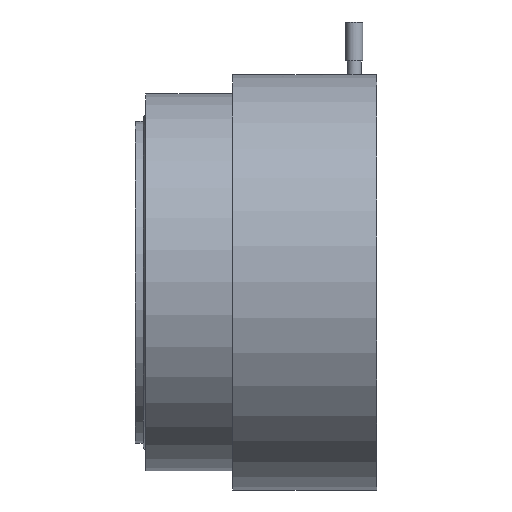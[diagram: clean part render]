
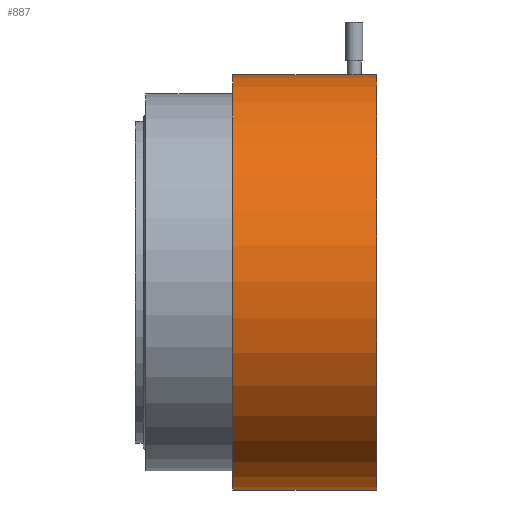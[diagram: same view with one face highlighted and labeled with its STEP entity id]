
A CAD part, front view. The second image highlights one B-rep face of the part: STEP entity #887.
In plain terms, the highlighted cylindrical face has radius 135.255 mm (diameter 270.51 mm), a partial arc.
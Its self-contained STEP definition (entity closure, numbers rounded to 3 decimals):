
#702=CARTESIAN_POINT('POINT162',(147.018,0.,
   135.255));
#703=VERTEX_POINT('VERTEX162',#702);
#711=CARTESIAN_POINT('POINT163',(137.97,0.,
   135.255));
#712=VERTEX_POINT('VERTEX163',#711);
#719=CARTESIAN_POINT('POINT164',(142.494,-4.524,
   135.179));
#720=VERTEX_POINT('VERTEX164',#719);
#721=B_SPLINE_CURVE_WITH_KNOTS('SPLINE_CRV4',3,(#722,#723,#724,#725,#726
   ,#727,#728,#729,#730,#731),.UNSPECIFIED.,.F.,.F.,(4,2,2,2,4),(
   0.,0.067,0.134,
   0.201,0.268),.UNSPECIFIED.);
#722=CARTESIAN_POINT('',(142.494,-4.524,
   135.179));
#723=CARTESIAN_POINT('',(141.926,-4.524,
   135.179));
#724=CARTESIAN_POINT('',(141.32,-4.411,
   135.183));
#725=CARTESIAN_POINT('',(140.205,-3.949,
   135.198));
#726=CARTESIAN_POINT('',(139.696,-3.601,
   135.208));
#727=CARTESIAN_POINT('',(138.893,-2.798,
   135.227));
#728=CARTESIAN_POINT('',(138.545,-2.289,
   135.237));
#729=CARTESIAN_POINT('',(138.083,-1.174,
   135.251));
#730=CARTESIAN_POINT('',(137.97,-0.568,
   135.255));
#731=CARTESIAN_POINT('',(137.97,0.,
   135.255));
#732=EDGE_CURVE('EDGE273',#720,#712,#721,.T.);
#734=B_SPLINE_CURVE_WITH_KNOTS('SPLINE_CRV5',3,(#735,#736,#737,#738,#739
   ,#740,#741,#742,#743,#744),.UNSPECIFIED.,.F.,.F.,(4,2,2,2,4),(
   0.805,0.872,0.939,
   1.007,1.074),.UNSPECIFIED.);
#735=CARTESIAN_POINT('',(147.018,0.,
   135.255));
#736=CARTESIAN_POINT('',(147.018,-0.568,
   135.255));
#737=CARTESIAN_POINT('',(146.905,-1.174,
   135.251));
#738=CARTESIAN_POINT('',(146.443,-2.289,
   135.237));
#739=CARTESIAN_POINT('',(146.095,-2.798,
   135.227));
#740=CARTESIAN_POINT('',(145.292,-3.601,
   135.208));
#741=CARTESIAN_POINT('',(144.783,-3.949,
   135.198));
#742=CARTESIAN_POINT('',(143.668,-4.411,
   135.183));
#743=CARTESIAN_POINT('',(143.062,-4.524,
   135.179));
#744=CARTESIAN_POINT('',(142.494,-4.524,
   135.179));
#745=EDGE_CURVE('EDGE274',#703,#720,#734,.T.);
#802=CARTESIAN_POINT('POINT165',(156.972,0.,
   135.255));
#803=VERTEX_POINT('VERTEX165',#802);
#804=CARTESIAN_POINT('POINT166',(156.972,0.,
   -135.255));
#805=VERTEX_POINT('VERTEX166',#804);
#806=CARTESIAN_POINT('POS271',(156.972,0.,0.));
#807=DIRECTION('DIR430',(-1.,0.,0.));
#808=DIRECTION('DIR431',(0.,0.,1.));
#809=AXIS2_PLACEMENT_3D('AXIS160',#806,#807,#808);
#810=CIRCLE('ELLIPSE80',#809,135.255);
#813=EDGE_CURVE('EDGE277',#805,#803,#810,.T.);
#848=CARTESIAN_POINT('POS275',(110.109,0.,
   135.255));
#849=DIRECTION('DIR438',(-1.,0.,0.));
#850=VECTOR('VEC112',#849,1.);
#851=LINE('STRAIGHT112',#848,#850);
#852=EDGE_CURVE('EDGE280',#803,#703,#851,.T.);
#853=ORIENTED_EDGE('COEDGE552',*,*,#852,.T.);
#854=ORIENTED_EDGE('COEDGE553',*,*,#745,.T.);
#855=ORIENTED_EDGE('COEDGE554',*,*,#732,.T.);
#856=CARTESIAN_POINT('POINT169',(63.246,0.,
   135.255));
#857=VERTEX_POINT('VERTEX169',#856);
#858=CARTESIAN_POINT('POS276',(110.109,0.,
   135.255));
#859=DIRECTION('DIR439',(-1.,0.,0.));
#860=VECTOR('VEC113',#859,1.);
#861=LINE('STRAIGHT113',#858,#860);
#862=EDGE_CURVE('EDGE281',#712,#857,#861,.T.);
#863=ORIENTED_EDGE('COEDGE555',*,*,#862,.T.);
#864=CARTESIAN_POINT('POINT170',(63.246,0.,
   -135.255));
#865=VERTEX_POINT('VERTEX170',#864);
#866=CARTESIAN_POINT('POS277',(63.246,0.,0.));
#867=DIRECTION('DIR440',(-1.,0.,0.));
#868=DIRECTION('DIR441',(0.,0.,1.));
#869=AXIS2_PLACEMENT_3D('AXIS164',#866,#867,#868);
#870=CIRCLE('ELLIPSE82',#869,135.255);
#871=EDGE_CURVE('EDGE282',#865,#857,#870,.T.);
#872=ORIENTED_EDGE('COEDGE556',*,*,#871,.F.);
#873=CARTESIAN_POINT('POS278',(110.109,0.,
   -135.255));
#874=DIRECTION('DIR442',(1.,0.,0.));
#875=VECTOR('VEC114',#874,1.);
#876=LINE('STRAIGHT114',#873,#875);
#877=EDGE_CURVE('EDGE283',#865,#805,#876,.T.);
#878=ORIENTED_EDGE('COEDGE557',*,*,#877,.T.);
#879=ORIENTED_EDGE('COEDGE558',*,*,#813,.T.);
#880=EDGE_LOOP('NONE',(#853,#854,#855,#863,#872,#878,#879));
#881=FACE_BOUND('LOOP1',#880,.T.);
#882=CARTESIAN_POINT('POS279',(110.109,0.,0.));
#883=DIRECTION('DIR443',(-1.,0.,0.));
#884=DIRECTION('DIR444',(0.,0.,1.));
#885=AXIS2_PLACEMENT_3D('AXIS165',#882,#883,#884);
#886=CYLINDRICAL_SURFACE('CONE_SURF56',#885,135.255);
#887=ADVANCED_FACE('FACE138',(#881),#886,.T.);
